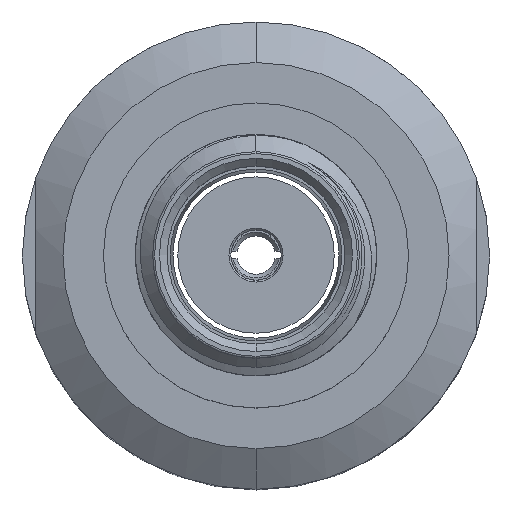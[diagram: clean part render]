
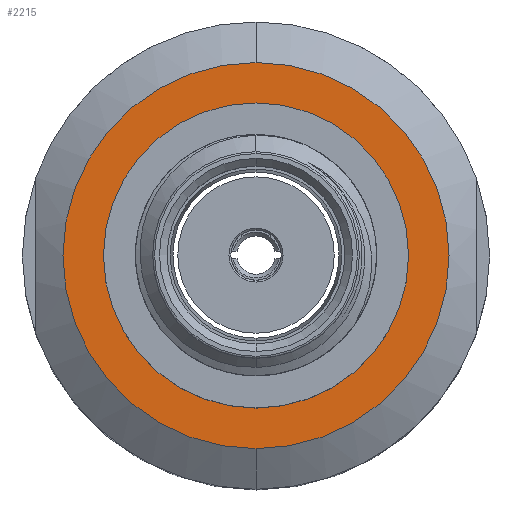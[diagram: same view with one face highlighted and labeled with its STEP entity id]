
A CAD part, top view. The second image highlights one B-rep face of the part: STEP entity #2215.
In plain terms, the highlighted planar face has unit normal (0, 0, 1).
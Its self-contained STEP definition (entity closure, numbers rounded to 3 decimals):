
#95 = DIRECTION ( 'NONE',  ( 0., 0., -1. ) ) ;
#303 = EDGE_CURVE ( 'NONE', #1232, #2323, #1024, .T. ) ;
#387 = ORIENTED_EDGE ( 'NONE', *, *, #1915, .T. ) ;
#412 = VERTEX_POINT ( 'NONE', #567 ) ;
#463 = AXIS2_PLACEMENT_3D ( 'NONE', #2322, #95, #889 ) ;
#532 = CARTESIAN_POINT ( 'NONE',  ( -43.445, 16.364, 28.451 ) ) ;
#567 = CARTESIAN_POINT ( 'NONE',  ( -43.445, 20.314, 28.451 ) ) ;
#617 = ORIENTED_EDGE ( 'NONE', *, *, #859, .F. ) ;
#700 = CARTESIAN_POINT ( 'NONE',  ( -43.445, 16.364, 28.451 ) ) ;
#733 = AXIS2_PLACEMENT_3D ( 'NONE', #532, #2418, #1161 ) ;
#773 = AXIS2_PLACEMENT_3D ( 'NONE', #700, #1511, #914 ) ;
#797 = ORIENTED_EDGE ( 'NONE', *, *, #303, .F. ) ;
#859 = EDGE_CURVE ( 'NONE', #2323, #1232, #1102, .T. ) ;
#873 = CARTESIAN_POINT ( 'NONE',  ( -43.445, 12.414, 28.451 ) ) ;
#889 = DIRECTION ( 'NONE',  ( 0., 1., 0. ) ) ;
#914 = DIRECTION ( 'NONE',  ( 0., 1., 0. ) ) ;
#1024 = CIRCLE ( 'NONE', #1881, 5. ) ;
#1029 = FACE_BOUND ( 'NONE', #2438, .T. ) ;
#1102 = CIRCLE ( 'NONE', #463, 5. ) ;
#1109 = DIRECTION ( 'NONE',  ( 0., 1., 0. ) ) ;
#1161 = DIRECTION ( 'NONE',  ( 0., 1., 0. ) ) ;
#1232 = VERTEX_POINT ( 'NONE', #1438 ) ;
#1438 = CARTESIAN_POINT ( 'NONE',  ( -43.445, 21.364, 28.451 ) ) ;
#1439 = EDGE_CURVE ( 'NONE', #412, #1757, #1758, .T. ) ;
#1442 = PLANE ( 'NONE',  #1587 ) ;
#1501 = DIRECTION ( 'NONE',  ( 0., 0., 1. ) ) ;
#1511 = DIRECTION ( 'NONE',  ( 0., 0., -1. ) ) ;
#1587 = AXIS2_PLACEMENT_3D ( 'NONE', #1692, #1501, #2529 ) ;
#1608 = ORIENTED_EDGE ( 'NONE', *, *, #1439, .T. ) ;
#1692 = CARTESIAN_POINT ( 'NONE',  ( -43.445, 20.314, 28.451 ) ) ;
#1705 = FACE_OUTER_BOUND ( 'NONE', #2631, .T. ) ;
#1757 = VERTEX_POINT ( 'NONE', #873 ) ;
#1758 = CIRCLE ( 'NONE', #773, 3.95 ) ;
#1763 = CARTESIAN_POINT ( 'NONE',  ( -43.445, 16.364, 28.451 ) ) ;
#1881 = AXIS2_PLACEMENT_3D ( 'NONE', #1763, #2562, #1109 ) ;
#1915 = EDGE_CURVE ( 'NONE', #1757, #412, #2542, .T. ) ;
#2193 = CARTESIAN_POINT ( 'NONE',  ( -43.445, 11.364, 28.451 ) ) ;
#2215 = ADVANCED_FACE ( 'NONE', ( #1029, #1705 ), #1442, .T. ) ;
#2322 = CARTESIAN_POINT ( 'NONE',  ( -43.445, 16.364, 28.451 ) ) ;
#2323 = VERTEX_POINT ( 'NONE', #2193 ) ;
#2418 = DIRECTION ( 'NONE',  ( 0., 0., -1. ) ) ;
#2438 = EDGE_LOOP ( 'NONE', ( #1608, #387 ) ) ;
#2529 = DIRECTION ( 'NONE',  ( 0., -1., 0. ) ) ;
#2542 = CIRCLE ( 'NONE', #733, 3.95 ) ;
#2562 = DIRECTION ( 'NONE',  ( 0., 0., -1. ) ) ;
#2631 = EDGE_LOOP ( 'NONE', ( #797, #617 ) ) ;
